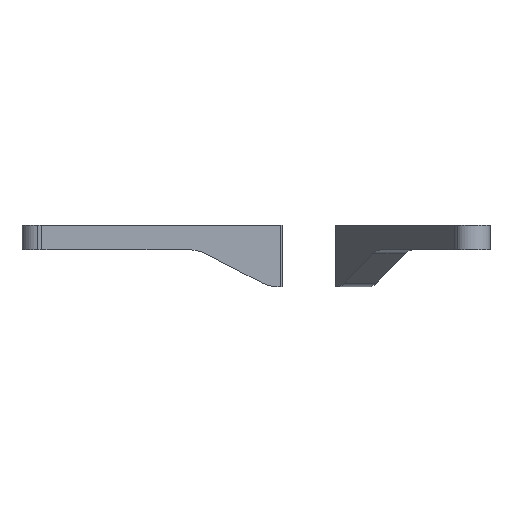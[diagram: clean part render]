
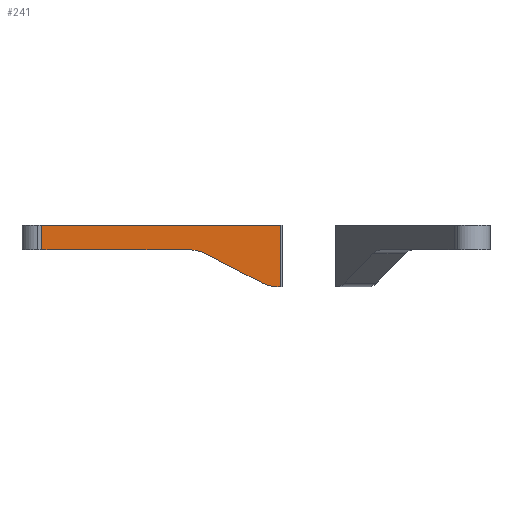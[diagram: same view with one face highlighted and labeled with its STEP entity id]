
A CAD part, left-side view. The second image highlights one B-rep face of the part: STEP entity #241.
In plain terms, the highlighted planar face has unit normal (-1, 0, 0).
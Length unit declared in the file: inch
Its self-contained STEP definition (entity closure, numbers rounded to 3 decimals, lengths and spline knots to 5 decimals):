
#177=FACE_OUTER_BOUND('',#775,.T.);
#241=ADVANCED_FACE('',(#177),#324,.T.);
#324=PLANE('',#1844);
#370=LINE('',#2694,#460);
#371=LINE('',#2702,#461);
#377=LINE('',#2732,#467);
#383=LINE('',#2757,#473);
#384=LINE('',#2761,#474);
#391=LINE('',#2776,#481);
#393=LINE('',#2780,#483);
#394=LINE('',#2781,#484);
#460=VECTOR('',#2131,1.);
#461=VECTOR('',#2140,1.);
#467=VECTOR('',#2164,1.);
#473=VECTOR('',#2188,1.);
#474=VECTOR('',#2193,1.);
#481=VECTOR('',#2202,1.);
#483=VECTOR('',#2206,1.);
#484=VECTOR('',#2207,1.);
#775=EDGE_LOOP('',(#1058,#1059,#1060,#1061,#1062,#1063,#1064,#1065,#1066,
#1067));
#1058=ORIENTED_EDGE('',*,*,#1554,.T.);
#1059=ORIENTED_EDGE('',*,*,#1556,.T.);
#1060=ORIENTED_EDGE('',*,*,#1532,.T.);
#1061=ORIENTED_EDGE('',*,*,#1557,.T.);
#1062=ORIENTED_EDGE('',*,*,#1514,.T.);
#1063=ORIENTED_EDGE('',*,*,#1545,.T.);
#1064=ORIENTED_EDGE('',*,*,#1518,.T.);
#1065=ORIENTED_EDGE('',*,*,#1558,.T.);
#1066=ORIENTED_EDGE('',*,*,#1547,.T.);
#1067=ORIENTED_EDGE('',*,*,#1559,.T.);
#1331=VERTEX_POINT('',#2693);
#1332=VERTEX_POINT('',#2695);
#1335=VERTEX_POINT('',#2703);
#1336=VERTEX_POINT('',#2704);
#1349=VERTEX_POINT('',#2731);
#1350=VERTEX_POINT('',#2733);
#1361=VERTEX_POINT('',#2762);
#1362=VERTEX_POINT('',#2763);
#1367=VERTEX_POINT('',#2775);
#1368=VERTEX_POINT('',#2777);
#1514=EDGE_CURVE('',#1332,#1331,#370,.T.);
#1518=EDGE_CURVE('',#1335,#1336,#371,.T.);
#1532=EDGE_CURVE('',#1350,#1349,#377,.T.);
#1545=EDGE_CURVE('',#1331,#1335,#383,.T.);
#1547=EDGE_CURVE('',#1361,#1362,#384,.T.);
#1554=EDGE_CURVE('',#1368,#1367,#391,.T.);
#1556=EDGE_CURVE('',#1367,#1350,#393,.T.);
#1557=EDGE_CURVE('',#1349,#1332,#394,.T.);
#1558=EDGE_CURVE('',#1336,#1361,#1696,.T.);
#1559=EDGE_CURVE('',#1362,#1368,#1697,.T.);
#1696=CIRCLE('',#1842,1.4);
#1697=CIRCLE('',#1843,1.4);
#1842=AXIS2_PLACEMENT_3D('',#2782,#2208,#2209);
#1843=AXIS2_PLACEMENT_3D('',#2783,#2210,#2211);
#1844=AXIS2_PLACEMENT_3D('',#2784,#2212,#2213);
#2131=DIRECTION('',(0.,-1.,0.));
#2140=DIRECTION('',(0.,-1.,0.));
#2164=DIRECTION('',(0.,1.,0.));
#2188=DIRECTION('',(0.,-1.,0.));
#2193=DIRECTION('',(0.,-0.888,-0.459));
#2202=DIRECTION('',(0.,-1.,0.));
#2206=DIRECTION('',(0.,0.,1.));
#2207=DIRECTION('',(0.,0.,-1.));
#2208=DIRECTION('',(1.,0.,0.));
#2209=DIRECTION('',(0.,0.,1.));
#2210=DIRECTION('',(-1.,0.,0.));
#2211=DIRECTION('',(0.,0.,1.));
#2212=DIRECTION('',(-1.,0.,0.));
#2213=DIRECTION('',(0.,0.,1.));
#2693=CARTESIAN_POINT('',(-0.75,11.02075,0.));
#2694=CARTESIAN_POINT('',(-0.75,12.375,0.));
#2695=CARTESIAN_POINT('',(-0.75,11.57698,0.));
#2702=CARTESIAN_POINT('',(-0.75,12.375,0.));
#2703=CARTESIAN_POINT('',(-0.75,5.72925,0.));
#2704=CARTESIAN_POINT('',(-0.75,5.59468,0.));
#2731=CARTESIAN_POINT('',(-0.75,11.57698,1.));
#2732=CARTESIAN_POINT('',(-0.75,1.85405,1.));
#2733=CARTESIAN_POINT('',(-0.75,1.90405,1.));
#2757=CARTESIAN_POINT('',(-0.75,12.375,0.));
#2761=CARTESIAN_POINT('',(-0.75,5.25405,0.));
#2762=CARTESIAN_POINT('',(-0.75,4.95149,-0.1565));
#2763=CARTESIAN_POINT('',(-0.75,2.65661,-1.3435));
#2775=CARTESIAN_POINT('',(-0.75,1.90405,-1.5));
#2776=CARTESIAN_POINT('',(-0.75,2.35405,-1.5));
#2777=CARTESIAN_POINT('',(-0.75,2.01342,-1.5));
#2780=CARTESIAN_POINT('',(-0.75,1.90405,1.));
#2781=CARTESIAN_POINT('',(-0.75,11.57698,0.));
#2782=CARTESIAN_POINT('',(-0.75,5.59468,-1.4));
#2783=CARTESIAN_POINT('',(-0.75,2.01342,-0.1));
#2784=CARTESIAN_POINT('',(-0.75,0.,0.));
